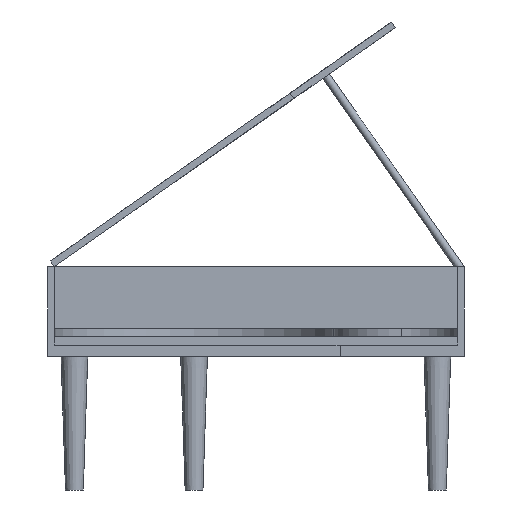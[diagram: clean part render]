
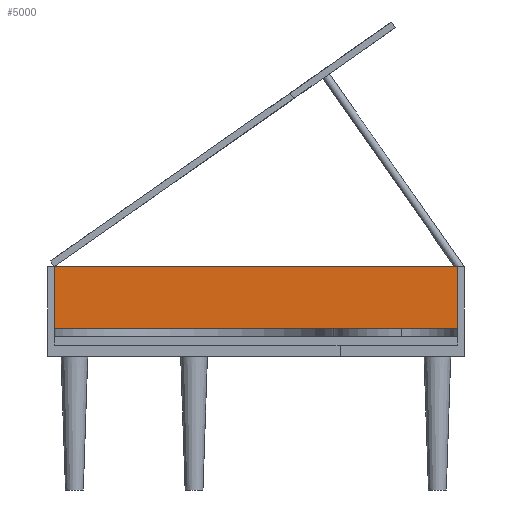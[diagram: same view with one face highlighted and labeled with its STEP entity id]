
A CAD part, front view. The second image highlights one B-rep face of the part: STEP entity #5000.
In plain terms, the highlighted planar face has unit normal (0, -1, 0).
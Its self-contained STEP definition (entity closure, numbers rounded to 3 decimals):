
#4784 = EDGE_CURVE('',#4785,#4787,#4789,.T.);
#4785 = VERTEX_POINT('',#4786);
#4786 = CARTESIAN_POINT('',(-31.85,-58.15,6.2));
#4787 = VERTEX_POINT('',#4788);
#4788 = CARTESIAN_POINT('',(-31.85,-58.15,20.1));
#4789 = SURFACE_CURVE('',#4790,(#4794,#4806),.PCURVE_S1.);
#4790 = LINE('',#4791,#4792);
#4791 = CARTESIAN_POINT('',(-31.85,-58.15,6.2));
#4792 = VECTOR('',#4793,1.);
#4793 = DIRECTION('',(0.,0.,1.));
#4794 = PCURVE('',#4795,#4800);
#4795 = PLANE('',#4796);
#4796 = AXIS2_PLACEMENT_3D('',#4797,#4798,#4799);
#4797 = CARTESIAN_POINT('',(-31.85,-58.15,6.2));
#4798 = DIRECTION('',(1.,0.,0.));
#4799 = DIRECTION('',(0.,0.,1.));
#4800 = DEFINITIONAL_REPRESENTATION('',(#4801),#4805);
#4801 = LINE('',#4802,#4803);
#4802 = CARTESIAN_POINT('',(0.,0.));
#4803 = VECTOR('',#4804,1.);
#4804 = DIRECTION('',(1.,0.));
#4805 = ( GEOMETRIC_REPRESENTATION_CONTEXT(2) 
PARAMETRIC_REPRESENTATION_CONTEXT() REPRESENTATION_CONTEXT('2D SPACE',''
  ) );
#4806 = PCURVE('',#4807,#4812);
#4807 = PLANE('',#4808);
#4808 = AXIS2_PLACEMENT_3D('',#4809,#4810,#4811);
#4809 = CARTESIAN_POINT('',(-31.85,-58.15,6.2));
#4810 = DIRECTION('',(0.,1.,0.));
#4811 = DIRECTION('',(0.,0.,1.));
#4812 = DEFINITIONAL_REPRESENTATION('',(#4813),#4817);
#4813 = LINE('',#4814,#4815);
#4814 = CARTESIAN_POINT('',(0.,0.));
#4815 = VECTOR('',#4816,1.);
#4816 = DIRECTION('',(1.,0.));
#4817 = ( GEOMETRIC_REPRESENTATION_CONTEXT(2) 
PARAMETRIC_REPRESENTATION_CONTEXT() REPRESENTATION_CONTEXT('2D SPACE',''
  ) );
#4835 = PLANE('',#4836);
#4836 = AXIS2_PLACEMENT_3D('',#4837,#4838,#4839);
#4837 = CARTESIAN_POINT('',(-31.85,-58.15,6.2));
#4838 = DIRECTION('',(0.,0.,1.));
#4839 = DIRECTION('',(1.,0.,0.));
#4889 = PLANE('',#4890);
#4890 = AXIS2_PLACEMENT_3D('',#4891,#4892,#4893);
#4891 = CARTESIAN_POINT('',(-31.85,-58.15,20.1));
#4892 = DIRECTION('',(0.,0.,1.));
#4893 = DIRECTION('',(1.,0.,0.));
#4904 = EDGE_CURVE('',#4905,#4907,#4909,.T.);
#4905 = VERTEX_POINT('',#4906);
#4906 = CARTESIAN_POINT('',(59.65,-58.15,6.2));
#4907 = VERTEX_POINT('',#4908);
#4908 = CARTESIAN_POINT('',(59.65,-58.15,20.1));
#4909 = SURFACE_CURVE('',#4910,(#4914,#4926),.PCURVE_S1.);
#4910 = LINE('',#4911,#4912);
#4911 = CARTESIAN_POINT('',(59.65,-58.15,6.2));
#4912 = VECTOR('',#4913,1.);
#4913 = DIRECTION('',(0.,0.,1.));
#4914 = PCURVE('',#4915,#4920);
#4915 = PLANE('',#4916);
#4916 = AXIS2_PLACEMENT_3D('',#4917,#4918,#4919);
#4917 = CARTESIAN_POINT('',(59.65,-58.15,6.2));
#4918 = DIRECTION('',(1.,0.,0.));
#4919 = DIRECTION('',(0.,0.,1.));
#4920 = DEFINITIONAL_REPRESENTATION('',(#4921),#4925);
#4921 = LINE('',#4922,#4923);
#4922 = CARTESIAN_POINT('',(0.,0.));
#4923 = VECTOR('',#4924,1.);
#4924 = DIRECTION('',(1.,0.));
#4925 = ( GEOMETRIC_REPRESENTATION_CONTEXT(2) 
PARAMETRIC_REPRESENTATION_CONTEXT() REPRESENTATION_CONTEXT('2D SPACE',''
  ) );
#4926 = PCURVE('',#4807,#4927);
#4927 = DEFINITIONAL_REPRESENTATION('',(#4928),#4932);
#4928 = LINE('',#4929,#4930);
#4929 = CARTESIAN_POINT('',(0.,91.5));
#4930 = VECTOR('',#4931,1.);
#4931 = DIRECTION('',(1.,0.));
#4932 = ( GEOMETRIC_REPRESENTATION_CONTEXT(2) 
PARAMETRIC_REPRESENTATION_CONTEXT() REPRESENTATION_CONTEXT('2D SPACE',''
  ) );
#5000 = ADVANCED_FACE('',(#5001),#4807,.F.);
#5001 = FACE_BOUND('',#5002,.F.);
#5002 = EDGE_LOOP('',(#5003,#5024,#5025,#5046));
#5003 = ORIENTED_EDGE('',*,*,#5004,.F.);
#5004 = EDGE_CURVE('',#4785,#4905,#5005,.T.);
#5005 = SURFACE_CURVE('',#5006,(#5010,#5017),.PCURVE_S1.);
#5006 = LINE('',#5007,#5008);
#5007 = CARTESIAN_POINT('',(-31.85,-58.15,6.2));
#5008 = VECTOR('',#5009,1.);
#5009 = DIRECTION('',(1.,0.,0.));
#5010 = PCURVE('',#4807,#5011);
#5011 = DEFINITIONAL_REPRESENTATION('',(#5012),#5016);
#5012 = LINE('',#5013,#5014);
#5013 = CARTESIAN_POINT('',(0.,0.));
#5014 = VECTOR('',#5015,1.);
#5015 = DIRECTION('',(0.,1.));
#5016 = ( GEOMETRIC_REPRESENTATION_CONTEXT(2) 
PARAMETRIC_REPRESENTATION_CONTEXT() REPRESENTATION_CONTEXT('2D SPACE',''
  ) );
#5017 = PCURVE('',#4835,#5018);
#5018 = DEFINITIONAL_REPRESENTATION('',(#5019),#5023);
#5019 = LINE('',#5020,#5021);
#5020 = CARTESIAN_POINT('',(0.,0.));
#5021 = VECTOR('',#5022,1.);
#5022 = DIRECTION('',(1.,0.));
#5023 = ( GEOMETRIC_REPRESENTATION_CONTEXT(2) 
PARAMETRIC_REPRESENTATION_CONTEXT() REPRESENTATION_CONTEXT('2D SPACE',''
  ) );
#5024 = ORIENTED_EDGE('',*,*,#4784,.T.);
#5025 = ORIENTED_EDGE('',*,*,#5026,.T.);
#5026 = EDGE_CURVE('',#4787,#4907,#5027,.T.);
#5027 = SURFACE_CURVE('',#5028,(#5032,#5039),.PCURVE_S1.);
#5028 = LINE('',#5029,#5030);
#5029 = CARTESIAN_POINT('',(-31.85,-58.15,20.1));
#5030 = VECTOR('',#5031,1.);
#5031 = DIRECTION('',(1.,0.,0.));
#5032 = PCURVE('',#4807,#5033);
#5033 = DEFINITIONAL_REPRESENTATION('',(#5034),#5038);
#5034 = LINE('',#5035,#5036);
#5035 = CARTESIAN_POINT('',(13.9,0.));
#5036 = VECTOR('',#5037,1.);
#5037 = DIRECTION('',(0.,1.));
#5038 = ( GEOMETRIC_REPRESENTATION_CONTEXT(2) 
PARAMETRIC_REPRESENTATION_CONTEXT() REPRESENTATION_CONTEXT('2D SPACE',''
  ) );
#5039 = PCURVE('',#4889,#5040);
#5040 = DEFINITIONAL_REPRESENTATION('',(#5041),#5045);
#5041 = LINE('',#5042,#5043);
#5042 = CARTESIAN_POINT('',(0.,0.));
#5043 = VECTOR('',#5044,1.);
#5044 = DIRECTION('',(1.,0.));
#5045 = ( GEOMETRIC_REPRESENTATION_CONTEXT(2) 
PARAMETRIC_REPRESENTATION_CONTEXT() REPRESENTATION_CONTEXT('2D SPACE',''
  ) );
#5046 = ORIENTED_EDGE('',*,*,#4904,.F.);
